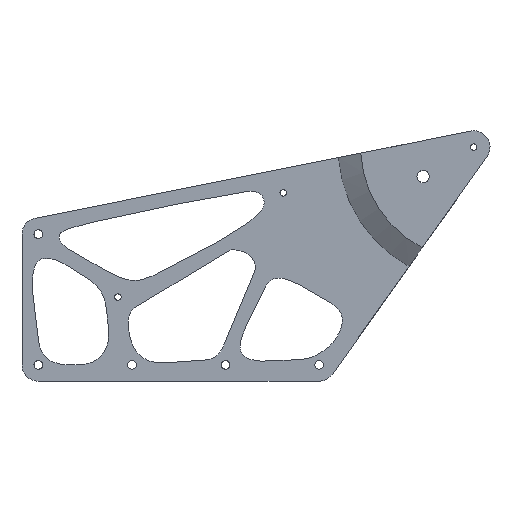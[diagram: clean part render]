
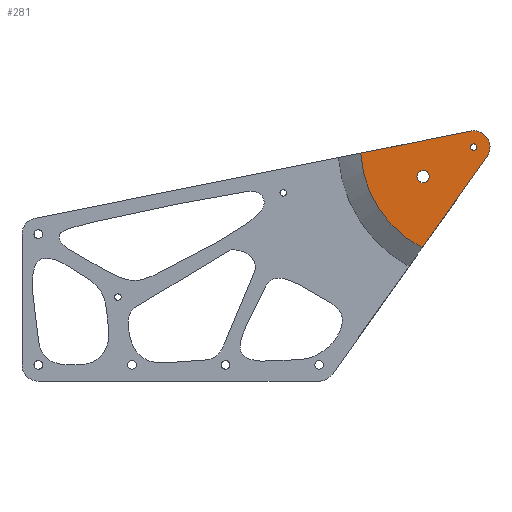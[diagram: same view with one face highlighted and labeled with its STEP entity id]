
A CAD part, front view. The second image highlights one B-rep face of the part: STEP entity #281.
In plain terms, the highlighted planar face has unit normal (0, -1, 0).
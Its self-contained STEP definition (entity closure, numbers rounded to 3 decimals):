
#281=ADVANCED_FACE('',(#851,#853,#855),#857,.T.);
#851=FACE_BOUND('',#852,.T.);
#852=EDGE_LOOP('',(#1495,#1496,#1497,#1498));
#853=FACE_BOUND('',#854,.T.);
#854=EDGE_LOOP('',(#1499));
#855=FACE_BOUND('',#856,.T.);
#856=EDGE_LOOP('',(#1500));
#857=PLANE('',#858);
#858=AXIS2_PLACEMENT_3D('',#859,#860,#861);
#859=CARTESIAN_POINT('',(0.,-41.,0.));
#860=DIRECTION('',(0.,-1.,0.));
#861=DIRECTION('',(0.,0.,-1.));
#1495=ORIENTED_EDGE('',*,*,#1697,.T.);
#1496=ORIENTED_EDGE('',*,*,#1684,.T.);
#1497=ORIENTED_EDGE('',*,*,#1701,.T.);
#1498=ORIENTED_EDGE('',*,*,#1693,.T.);
#1499=ORIENTED_EDGE('',*,*,#1702,.T.);
#1500=ORIENTED_EDGE('',*,*,#1703,.T.);
#1684=EDGE_CURVE('',#1795,#1793,#1796,.T.);
#1693=EDGE_CURVE('',#1806,#1804,#1807,.T.);
#1697=EDGE_CURVE('',#1804,#1795,#1813,.T.);
#1701=EDGE_CURVE('',#1793,#1806,#1819,.T.);
#1702=EDGE_CURVE('',#1820,#1820,#1821,.F.);
#1703=EDGE_CURVE('',#1822,#1822,#1823,.F.);
#1793=VERTEX_POINT('',#2497);
#1795=VERTEX_POINT('',#2501);
#1796=LINE('',#2502,#2503);
#1804=VERTEX_POINT('',#2533);
#1806=VERTEX_POINT('',#2544);
#1807=LINE('',#2545,#2546);
#1813=CIRCLE('',#2671,51.928);
#1819=CIRCLE('',#2689,7.5);
#1820=VERTEX_POINT('',#2693);
#1821=CIRCLE('',#2694,1.5);
#1822=VERTEX_POINT('',#2698);
#1823=CIRCLE('',#2699,2.85);
#2497=CARTESIAN_POINT('',(-13.885,-41.,115.658));
#2501=CARTESIAN_POINT('',(-43.632,-41.,73.761));
#2502=CARTESIAN_POINT('',(-43.632,-41.,73.761));
#2503=VECTOR('',#2504,1.);
#2504=DIRECTION('',(0.579,0.,0.815));
#2533=CARTESIAN_POINT('',(-71.857,-41.,117.277));
#2544=CARTESIAN_POINT('',(-21.471,-41.,127.354));
#2545=CARTESIAN_POINT('',(-21.471,-41.,127.354));
#2546=VECTOR('',#2547,1.);
#2547=DIRECTION('',(-0.981,0.,-0.196));
#2671=AXIS2_PLACEMENT_3D('',#2672,#2673,#2674);
#2672=CARTESIAN_POINT('',(-20.,-41.,120.));
#2673=DIRECTION('',(0.,-1.,0.));
#2674=DIRECTION('',(-0.999,0.,-0.052));
#2689=AXIS2_PLACEMENT_3D('',#2690,#2691,#2692);
#2690=CARTESIAN_POINT('',(-20.,-41.,120.));
#2691=DIRECTION('',(0.,-1.,0.));
#2692=DIRECTION('',(0.815,0.,-0.579));
#2693=CARTESIAN_POINT('',(-20.,-41.,118.5));
#2694=AXIS2_PLACEMENT_3D('',#2695,#2696,#2697);
#2695=CARTESIAN_POINT('',(-20.,-41.,120.));
#2696=DIRECTION('',(0.,-1.,0.));
#2697=DIRECTION('',(0.,0.,-1.));
#2698=CARTESIAN_POINT('',(-43.239,-41.,103.624));
#2699=AXIS2_PLACEMENT_3D('',#2700,#2701,#2702);
#2700=CARTESIAN_POINT('',(-43.239,-41.,106.474));
#2701=DIRECTION('',(0.,-1.,0.));
#2702=DIRECTION('',(0.,0.,-1.));
